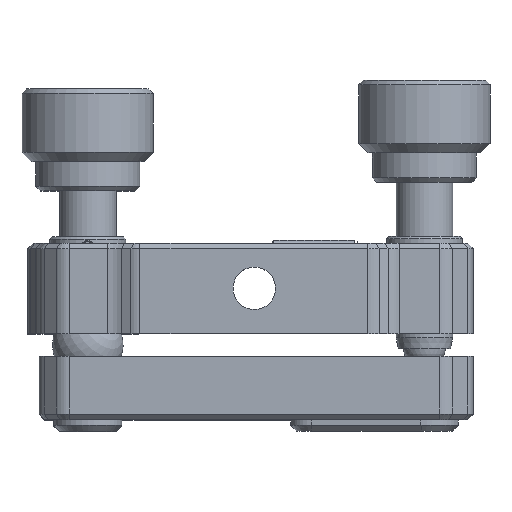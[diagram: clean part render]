
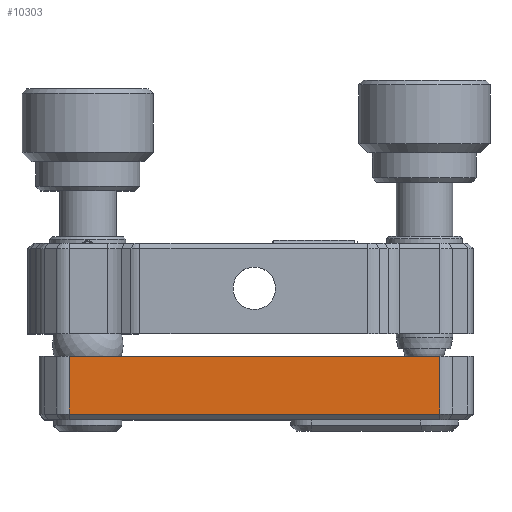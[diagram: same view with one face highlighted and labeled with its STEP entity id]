
A CAD part, top view. The second image highlights one B-rep face of the part: STEP entity #10303.
In plain terms, the highlighted planar face has unit normal (0, 0, 1).
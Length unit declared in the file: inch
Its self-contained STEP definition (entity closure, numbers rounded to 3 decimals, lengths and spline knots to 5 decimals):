
#132=PLANE('',#11032);
#675=FACE_OUTER_BOUND('',#1293,.T.);
#1293=EDGE_LOOP('',(#6920,#6921,#6922,#6923));
#2348=LINE('',#14790,#3276);
#2379=LINE('',#14887,#3307);
#2380=LINE('',#14890,#3308);
#2381=LINE('',#14891,#3309);
#3276=VECTOR('',#12035,39.37008);
#3307=VECTOR('',#12128,39.37008);
#3308=VECTOR('',#12131,39.37008);
#3309=VECTOR('',#12132,39.37008);
#4411=VERTEX_POINT('',#14787);
#4412=VERTEX_POINT('',#14789);
#4447=VERTEX_POINT('',#14885);
#4448=VERTEX_POINT('',#14889);
#5367=EDGE_CURVE('',#4411,#4412,#2348,.T.);
#5416=EDGE_CURVE('',#4411,#4447,#2379,.T.);
#5417=EDGE_CURVE('',#4447,#4448,#2380,.T.);
#5418=EDGE_CURVE('',#4412,#4448,#2381,.T.);
#6920=ORIENTED_EDGE('',*,*,#5416,.T.);
#6921=ORIENTED_EDGE('',*,*,#5417,.T.);
#6922=ORIENTED_EDGE('',*,*,#5418,.F.);
#6923=ORIENTED_EDGE('',*,*,#5367,.F.);
#10303=ADVANCED_FACE('',(#675),#132,.F.);
#11032=AXIS2_PLACEMENT_3D('',#14888,#12129,#12130);
#12035=DIRECTION('',(1.,0.,0.));
#12128=DIRECTION('',(0.,-1.,0.));
#12129=DIRECTION('center_axis',(0.,0.,-1.));
#12130=DIRECTION('ref_axis',(-1.,0.,0.));
#12131=DIRECTION('',(1.,0.,0.));
#12132=DIRECTION('',(0.,-1.,0.));
#14787=CARTESIAN_POINT('',(-0.81368,0.23073,0.90713));
#14789=CARTESIAN_POINT('',(0.82032,0.23073,0.90713));
#14790=CARTESIAN_POINT('',(-0.81368,0.23073,0.90713));
#14885=CARTESIAN_POINT('',(-0.81368,-0.02427,0.90713));
#14887=CARTESIAN_POINT('',(-0.81368,0.23073,0.90713));
#14888=CARTESIAN_POINT('Origin',(-0.81368,0.23073,0.90713));
#14889=CARTESIAN_POINT('',(0.82032,-0.02427,0.90713));
#14890=CARTESIAN_POINT('',(-0.81368,-0.02427,0.90713));
#14891=CARTESIAN_POINT('',(0.82032,0.23073,0.90713));
